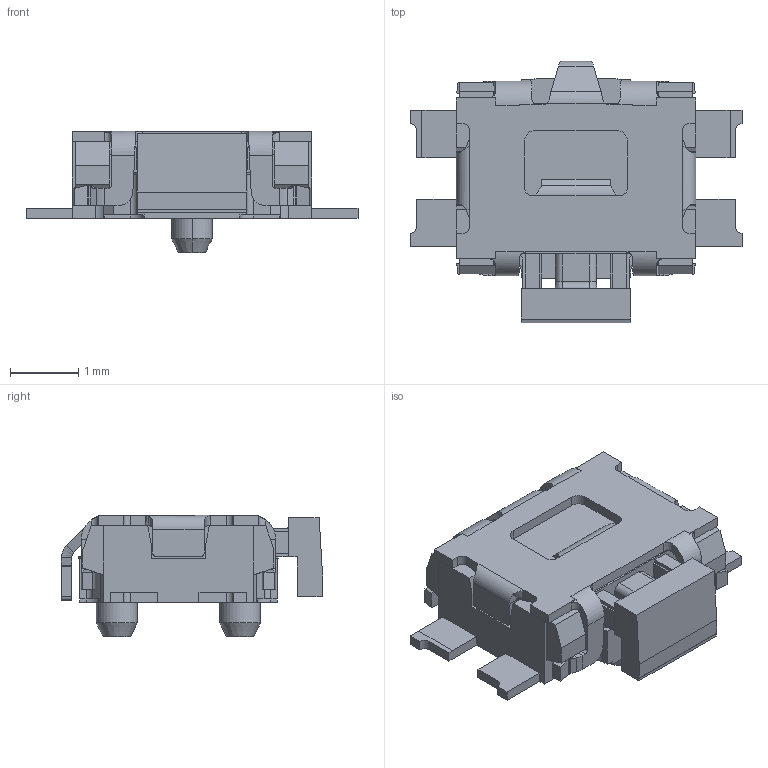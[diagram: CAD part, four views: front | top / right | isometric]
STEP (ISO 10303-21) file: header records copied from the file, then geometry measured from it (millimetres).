
FILE_DESCRIPTION (( 'STEP AP214' ), '1' );
FILE_NAME ('SKSCPD.STEP', '2010-12-01T01:25:06', ( '' ), ( '' ), 'SwSTEP 2.0', 'SolidWorks 2007', '' );
FILE_SCHEMA (( 'AUTOMOTIVE_DESIGN' ));
Length unit declared in the file: millimetre
Products named in the file (1): SKSCPD
Bounding box: 4.85 x 3.81 x 1.77 mm (x, y, z)
Volume: 12.7 mm3; surface area: 60.5 mm2
Topology: 1 solids, 1 shells, 478 faces, 1328 edges, 844 vertices
Faces by surface type: plane 348, cylinder 108, bspline 18, cone 4
Entity records: 20817 total; most frequent: CARTESIAN_POINT 3385, ORIENTED_EDGE 2656, DIRECTION 2372, EDGE_CURVE 1328, LINE 1042, VECTOR 1042, VERTEX_POINT 844, AXIS2_PLACEMENT_3D 665
